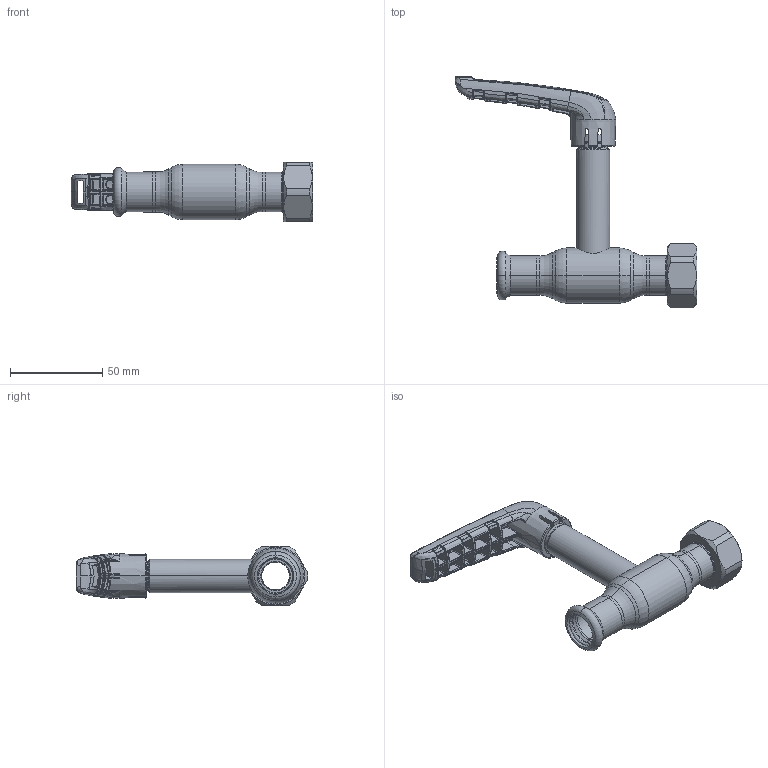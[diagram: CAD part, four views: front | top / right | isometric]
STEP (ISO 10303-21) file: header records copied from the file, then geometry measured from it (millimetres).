
FILE_DESCRIPTION (( 'STEP AP214' ), '1' );
FILE_NAME ('2015001401-xxxx.step', '2019-05-10T10:41:31', ( '' ), ( '' ), 'SwSTEP 2.0', 'SolidWorks 2017', '' );
FILE_SCHEMA (( 'AUTOMOTIVE_DESIGN' ));
Length unit declared in the file: millimetre
Products named in the file (1): 2015001401-xxxx
Bounding box: 130.98 x 125.57 x 32 mm (x, y, z)
Surface area: 27777.5 mm2 (no closed solid volume)
Topology: 0 solids, 11 shells, 821 faces, 2491 edges, 1557 vertices
Faces by surface type: bspline 653, plane 60, cylinder 48, cone 37, torus 23
Entity records: 59730 total; most frequent: CARTESIAN_POINT 34498, ORIENTED_EDGE 4195, EDGE_CURVE 2463, DIRECTION 1699, B_SPLINE_CURVE_WITH_KNOTS 1679, VERTEX_POINT 1557, EDGE_LOOP 846, UNCERTAINTY_MEASURE_WITH_UNIT 823
